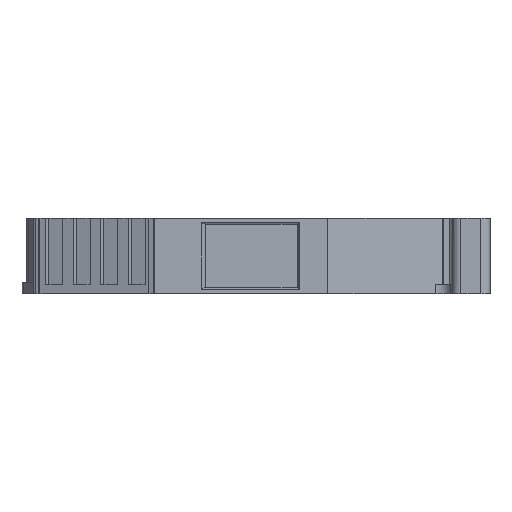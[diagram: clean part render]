
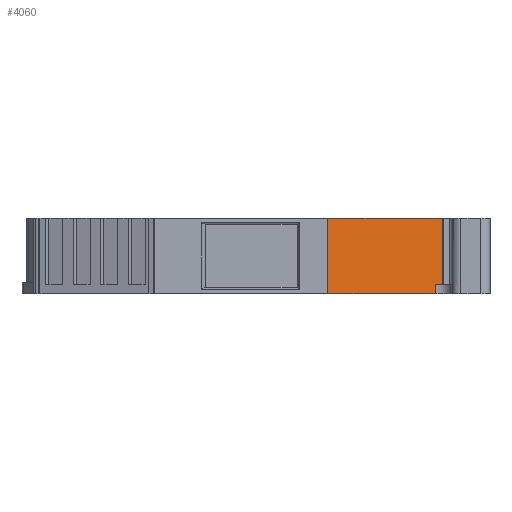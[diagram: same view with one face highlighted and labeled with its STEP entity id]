
A CAD part, left-side view. The second image highlights one B-rep face of the part: STEP entity #4060.
In plain terms, the highlighted planar face has unit normal (-0.985, -0.174, 0).
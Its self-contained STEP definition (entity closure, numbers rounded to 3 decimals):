
#152 = CARTESIAN_POINT ( 'NONE',  ( -30.36, -43.325, 1. ) ) ;
#251 = CARTESIAN_POINT ( 'NONE',  ( -32.5, -31.19, 8. ) ) ;
#354 = DIRECTION ( 'NONE',  ( 0., 0., 1. ) ) ;
#381 = LINE ( 'NONE', #4904, #6251 ) ;
#439 = DIRECTION ( 'NONE',  ( 0., 0., -1. ) ) ;
#711 = VERTEX_POINT ( 'NONE', #152 ) ;
#842 = ORIENTED_EDGE ( 'NONE', *, *, #2101, .T. ) ;
#864 = VECTOR ( 'NONE', #6896, 1000. ) ;
#885 = FACE_OUTER_BOUND ( 'NONE', #922, .T. ) ;
#922 = EDGE_LOOP ( 'NONE', ( #5395, #2337, #6657, #842, #1730, #6646 ) ) ;
#992 = LINE ( 'NONE', #2007, #864 ) ;
#1059 = EDGE_CURVE ( 'NONE', #1891, #1438, #381, .T. ) ;
#1089 = DIRECTION ( 'NONE',  ( 0.174, -0.985, 0. ) ) ;
#1201 = LINE ( 'NONE', #2766, #5089 ) ;
#1298 = VERTEX_POINT ( 'NONE', #4964 ) ;
#1411 = CARTESIAN_POINT ( 'NONE',  ( -30.487, -42.608, 1. ) ) ;
#1438 = VERTEX_POINT ( 'NONE', #1667 ) ;
#1667 = CARTESIAN_POINT ( 'NONE',  ( -32.5, -31.19, 0. ) ) ;
#1730 = ORIENTED_EDGE ( 'NONE', *, *, #5221, .F. ) ;
#1733 = DIRECTION ( 'NONE',  ( -0.174, 0.985, 0. ) ) ;
#1891 = VERTEX_POINT ( 'NONE', #2055 ) ;
#2007 = CARTESIAN_POINT ( 'NONE',  ( -20.798, -97.554, 8. ) ) ;
#2055 = CARTESIAN_POINT ( 'NONE',  ( -30.487, -42.608, 0. ) ) ;
#2101 = EDGE_CURVE ( 'NONE', #711, #4477, #1201, .T. ) ;
#2140 = DIRECTION ( 'NONE',  ( 0., 0., 1. ) ) ;
#2337 = ORIENTED_EDGE ( 'NONE', *, *, #5794, .F. ) ;
#2766 = CARTESIAN_POINT ( 'NONE',  ( -30.36, -43.325, -67.606 ) ) ;
#2806 = PLANE ( 'NONE',  #3346 ) ;
#2857 = CARTESIAN_POINT ( 'NONE',  ( -20.798, -97.554, -67.606 ) ) ;
#3346 = AXIS2_PLACEMENT_3D ( 'NONE', #2857, #6061, #1089 ) ;
#3355 = CARTESIAN_POINT ( 'NONE',  ( -30.487, -42.608, 1. ) ) ;
#4060 = ADVANCED_FACE ( 'NONE', ( #885 ), #2806, .T. ) ;
#4271 = VERTEX_POINT ( 'NONE', #251 ) ;
#4434 = LINE ( 'NONE', #3355, #4911 ) ;
#4445 = EDGE_CURVE ( 'NONE', #1298, #711, #6881, .T. ) ;
#4477 = VERTEX_POINT ( 'NONE', #6082 ) ;
#4549 = DIRECTION ( 'NONE',  ( 0.174, -0.985, 0. ) ) ;
#4904 = CARTESIAN_POINT ( 'NONE',  ( -20.798, -97.554, 0. ) ) ;
#4911 = VECTOR ( 'NONE', #439, 1000. ) ;
#4964 = CARTESIAN_POINT ( 'NONE',  ( -30.487, -42.608, 1. ) ) ;
#5089 = VECTOR ( 'NONE', #2140, 1000. ) ;
#5221 = EDGE_CURVE ( 'NONE', #4271, #4477, #992, .T. ) ;
#5355 = EDGE_CURVE ( 'NONE', #1438, #4271, #5767, .T. ) ;
#5382 = VECTOR ( 'NONE', #354, 1000. ) ;
#5395 = ORIENTED_EDGE ( 'NONE', *, *, #1059, .F. ) ;
#5673 = CARTESIAN_POINT ( 'NONE',  ( -32.5, -31.19, -3.056 ) ) ;
#5767 = LINE ( 'NONE', #5673, #5382 ) ;
#5794 = EDGE_CURVE ( 'NONE', #1298, #1891, #4434, .T. ) ;
#6061 = DIRECTION ( 'NONE',  ( -0.985, -0.174, 0. ) ) ;
#6082 = CARTESIAN_POINT ( 'NONE',  ( -30.36, -43.325, 8. ) ) ;
#6251 = VECTOR ( 'NONE', #1733, 1000. ) ;
#6369 = VECTOR ( 'NONE', #4549, 1000. ) ;
#6646 = ORIENTED_EDGE ( 'NONE', *, *, #5355, .F. ) ;
#6657 = ORIENTED_EDGE ( 'NONE', *, *, #4445, .T. ) ;
#6881 = LINE ( 'NONE', #1411, #6369 ) ;
#6896 = DIRECTION ( 'NONE',  ( 0.174, -0.985, 0. ) ) ;
